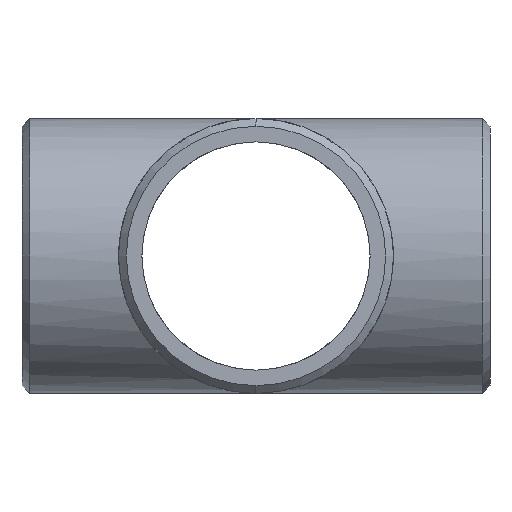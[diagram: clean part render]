
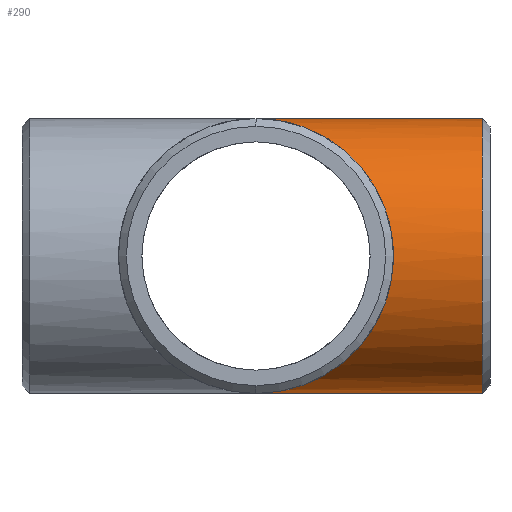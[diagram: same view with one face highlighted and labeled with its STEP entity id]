
A CAD part, left-side view. The second image highlights one B-rep face of the part: STEP entity #290.
In plain terms, the highlighted cylindrical face has radius 84 mm (diameter 168 mm), a partial arc.
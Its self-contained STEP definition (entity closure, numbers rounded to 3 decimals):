
#54 = ORIENTED_EDGE ( 'NONE', *, *, #380, .F. ) ;
#114 = CARTESIAN_POINT ( 'NONE',  ( 0., 0., -84. ) ) ;
#118 = EDGE_CURVE ( 'NONE', #269, #500, #492, .T. ) ;
#128 = ORIENTED_EDGE ( 'NONE', *, *, #391, .F. ) ;
#138 = CARTESIAN_POINT ( 'NONE',  ( 0., -138.243, 84. ) ) ;
#155 =( BOUNDED_CURVE ( )  B_SPLINE_CURVE ( 3, ( #610, #620, #678, #318 ),
 .UNSPECIFIED., .F., .T. ) 
 B_SPLINE_CURVE_WITH_KNOTS ( ( 4, 4 ),
 ( 4.712, 7.854 ),
 .UNSPECIFIED. ) 
 CURVE ( )  GEOMETRIC_REPRESENTATION_ITEM ( )  RATIONAL_B_SPLINE_CURVE ( ( 1., 0.333, 0.333, 1. ) ) 
 REPRESENTATION_ITEM ( '' )  );
#164 = CYLINDRICAL_SURFACE ( 'NONE', #329, 84. ) ;
#166 = CARTESIAN_POINT ( 'NONE',  ( 0., -143., 84. ) ) ;
#214 = DIRECTION ( 'NONE',  ( 0., 0., -1. ) ) ;
#241 = CARTESIAN_POINT ( 'NONE',  ( 0., -143., 0. ) ) ;
#269 = VERTEX_POINT ( 'NONE', #591 ) ;
#290 = ADVANCED_FACE ( 'NONE', ( #710 ), #164, .T. ) ;
#311 = VERTEX_POINT ( 'NONE', #114 ) ;
#318 = CARTESIAN_POINT ( 'NONE',  ( 0., 0., 84. ) ) ;
#329 = AXIS2_PLACEMENT_3D ( 'NONE', #241, #663, #475 ) ;
#342 = AXIS2_PLACEMENT_3D ( 'NONE', #397, #445, #214 ) ;
#352 = VERTEX_POINT ( 'NONE', #376 ) ;
#371 = LINE ( 'NONE', #801, #502 ) ;
#376 = CARTESIAN_POINT ( 'NONE',  ( 0., 0., 84. ) ) ;
#380 = EDGE_CURVE ( 'NONE', #269, #311, #371, .T. ) ;
#391 = EDGE_CURVE ( 'NONE', #311, #352, #155, .T. ) ;
#397 = CARTESIAN_POINT ( 'NONE',  ( 0., -138.243, 0. ) ) ;
#415 = ORIENTED_EDGE ( 'NONE', *, *, #736, .T. ) ;
#434 = DIRECTION ( 'NONE',  ( 0., 1., 0. ) ) ;
#445 = DIRECTION ( 'NONE',  ( 0., 1., 0. ) ) ;
#475 = DIRECTION ( 'NONE',  ( 0., 0., -1. ) ) ;
#492 = CIRCLE ( 'NONE', #342, 84. ) ;
#500 = VERTEX_POINT ( 'NONE', #138 ) ;
#502 = VECTOR ( 'NONE', #434, 1000. ) ;
#536 = LINE ( 'NONE', #166, #786 ) ;
#591 = CARTESIAN_POINT ( 'NONE',  ( 0., -138.243, -84. ) ) ;
#610 = CARTESIAN_POINT ( 'NONE',  ( 0., 0., -84. ) ) ;
#620 = CARTESIAN_POINT ( 'NONE',  ( -168., -168., -84. ) ) ;
#630 = EDGE_LOOP ( 'NONE', ( #688, #415, #128, #54 ) ) ;
#647 = DIRECTION ( 'NONE',  ( 0., 1., 0. ) ) ;
#663 = DIRECTION ( 'NONE',  ( 0., 1., 0. ) ) ;
#678 = CARTESIAN_POINT ( 'NONE',  ( -168., -168., 84. ) ) ;
#688 = ORIENTED_EDGE ( 'NONE', *, *, #118, .T. ) ;
#710 = FACE_OUTER_BOUND ( 'NONE', #630, .T. ) ;
#736 = EDGE_CURVE ( 'NONE', #500, #352, #536, .T. ) ;
#786 = VECTOR ( 'NONE', #647, 1000. ) ;
#801 = CARTESIAN_POINT ( 'NONE',  ( 0., -143., -84. ) ) ;
